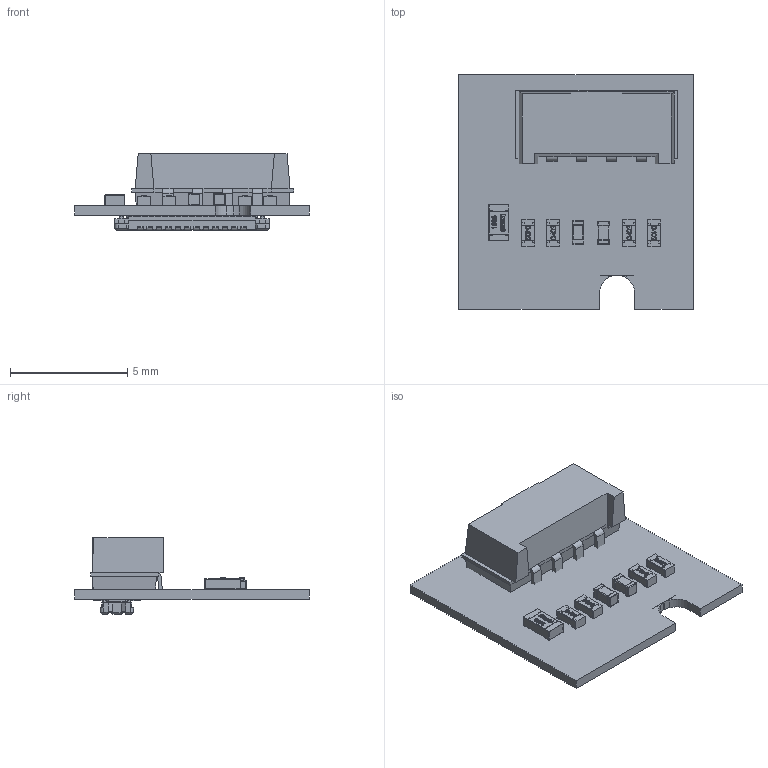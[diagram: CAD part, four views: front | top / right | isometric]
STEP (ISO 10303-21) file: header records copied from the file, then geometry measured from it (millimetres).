
FILE_DESCRIPTION(('Open CASCADE Model'),'2;1');
FILE_NAME('Open CASCADE Shape Model','2021-07-28T15:29:31',('Author'),( 'Open CASCADE'),'Open CASCADE STEP processor 6.8','Open CASCADE 6.8' ,'Unknown');
FILE_SCHEMA(('AUTOMOTIVE_DESIGN { 1 0 10303 214 1 1 1 1 }'));
Length unit declared in the file: millimetre
Products named in the file (20): PCB; Board; Open CASCADE STEP translator 6.8 2.1.1; Open CASCADE STEP translator 6.8 2.1.1.1; Open CASCADE STEP translator 6.8 2.1.1.2; Open CASCADE STEP translator 6.8 2.1.1.3; U1; 84592VEML7700; J1; axe624124; R5; RES_1005-0402; R4; R3; RES1608; R2; R1; C2; C0402; C1
Assembly tree (23 placements, depth 4):
  PCB
    Board
      Open CASCADE STEP translator 6.8 2.1.1
        Open CASCADE STEP translator 6.8 2.1.1.1
        Open CASCADE STEP translator 6.8 2.1.1.2
        Open CASCADE STEP translator 6.8 2.1.1.3
    U1
      84592VEML7700
    J1
      axe624124
    R5
      RES_1005-0402
    R4
      RES_1005-0402
    R3
      RES1608
    R2
      RES_1005-0402
    R1
      RES_1005-0402
    C2
      C0402
    C1
      C0402
Bounding box: 10 x 10 x 3.27 mm (x, y, z)
Volume: 85.2 mm3; surface area: 372.4 mm2
Topology: 24 solids, 24 shells, 1382 faces, 3567 edges, 2250 vertices
Faces by surface type: plane 856, bspline 282, cylinder 200, sphere 36, cone 4, torus 4
Entity records: 37106 total; most frequent: CARTESIAN_POINT 9673, ORIENTED_EDGE 5400, DIRECTION 4369, EDGE_CURVE 2700, LINE 1933, VECTOR 1933, VERTEX_POINT 1718, AXIS2_PLACEMENT_3D 1218
